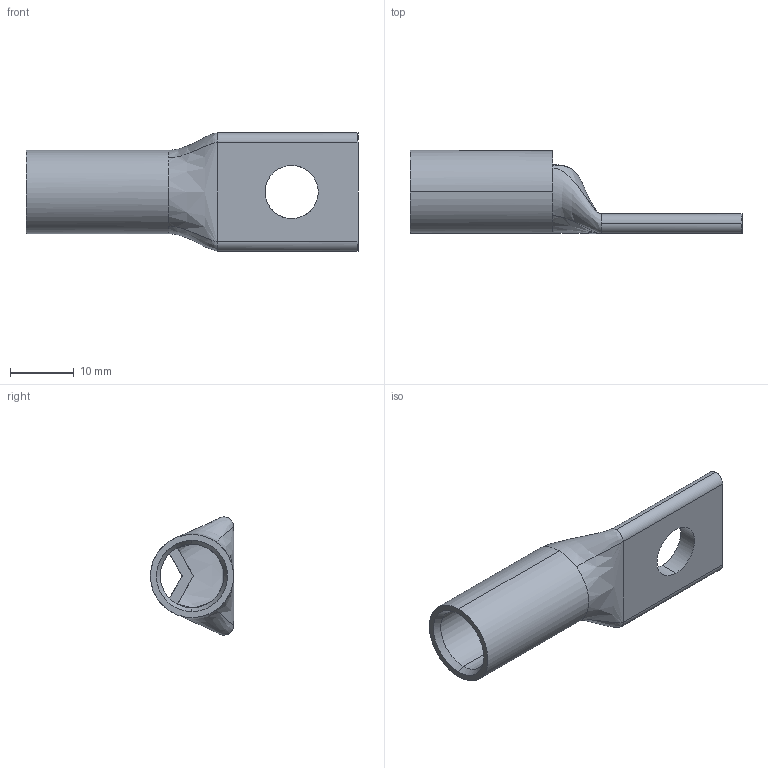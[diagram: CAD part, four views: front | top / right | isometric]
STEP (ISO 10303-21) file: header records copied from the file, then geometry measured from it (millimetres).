
FILE_DESCRIPTION (( 'STEP AP203' ), '1' );
FILE_NAME ('BLU-1_0S-1.step', '2024-09-09T18:00:37', ( '' ), ( '' ), 'SwSTEP 2.0', 'SolidWorks 2023', '' );
FILE_SCHEMA (( 'CONFIG_CONTROL_DESIGN' ));
Length unit declared in the file: inch
Products named in the file (1): BLU-1_0S-1
Bounding box: 52.07 x 13.03 x 18.54 mm (x, y, z)
Volume: 2667 mm3; surface area: 3262.5 mm2
Topology: 1 solids, 1 shells, 42 faces, 111 edges, 69 vertices
Faces by surface type: bspline 18, cylinder 11, plane 11, cone 2
Entity records: 2399 total; most frequent: CARTESIAN_POINT 1471, ORIENTED_EDGE 220, EDGE_CURVE 110, DIRECTION 105, VERTEX_POINT 69, B_SPLINE_CURVE_WITH_KNOTS 66, EDGE_LOOP 45, ADVANCED_FACE 42
